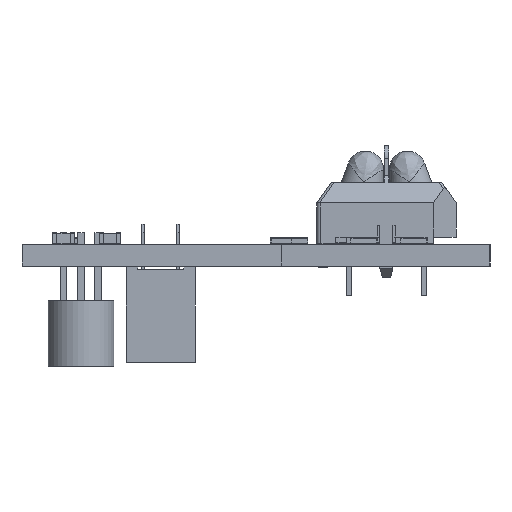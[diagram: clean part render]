
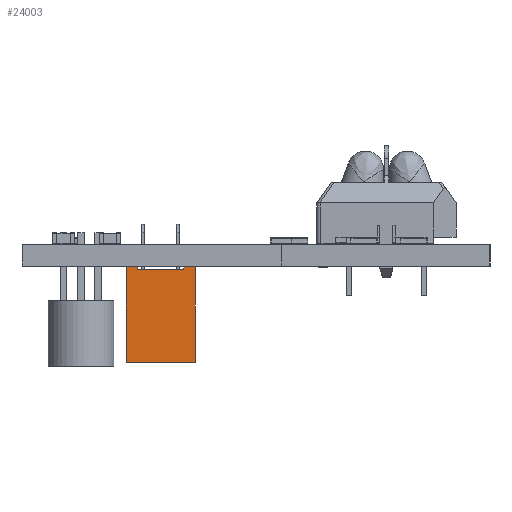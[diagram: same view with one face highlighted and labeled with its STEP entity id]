
A CAD part, left-side view. The second image highlights one B-rep face of the part: STEP entity #24003.
In plain terms, the highlighted face is planar.
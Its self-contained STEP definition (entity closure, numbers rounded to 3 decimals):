
#23710 = PLANE('',#23711);
#23711 = AXIS2_PLACEMENT_3D('',#23712,#23713,#23714);
#23712 = CARTESIAN_POINT('',(1.27,-8.89,0.));
#23713 = DIRECTION('',(-1.,0.,0.));
#23714 = DIRECTION('',(0.,1.,0.));
#23735 = VERTEX_POINT('',#23736);
#23736 = CARTESIAN_POINT('',(1.27,1.27,7.));
#23750 = PLANE('',#23751);
#23751 = AXIS2_PLACEMENT_3D('',#23752,#23753,#23754);
#23752 = CARTESIAN_POINT('',(1.27,-8.89,7.));
#23753 = DIRECTION('',(-0.,0.,-1.));
#23754 = DIRECTION('',(0.,-1.,-0.));
#23762 = EDGE_CURVE('',#23763,#23735,#23765,.T.);
#23763 = VERTEX_POINT('',#23764);
#23764 = CARTESIAN_POINT('',(1.27,1.27,0.));
#23765 = SURFACE_CURVE('',#23766,(#23770,#23777),.PCURVE_S1.);
#23766 = LINE('',#23767,#23768);
#23767 = CARTESIAN_POINT('',(1.27,1.27,0.));
#23768 = VECTOR('',#23769,1.);
#23769 = DIRECTION('',(0.,0.,1.));
#23770 = PCURVE('',#23710,#23771);
#23771 = DEFINITIONAL_REPRESENTATION('',(#23772),#23776);
#23772 = LINE('',#23773,#23774);
#23773 = CARTESIAN_POINT('',(10.16,0.));
#23774 = VECTOR('',#23775,1.);
#23775 = DIRECTION('',(0.,-1.));
#23776 = ( GEOMETRIC_REPRESENTATION_CONTEXT(2) 
PARAMETRIC_REPRESENTATION_CONTEXT() REPRESENTATION_CONTEXT('2D SPACE',''
  ) );
#23777 = PCURVE('',#23778,#23783);
#23778 = PLANE('',#23779);
#23779 = AXIS2_PLACEMENT_3D('',#23780,#23781,#23782);
#23780 = CARTESIAN_POINT('',(1.27,1.27,0.));
#23781 = DIRECTION('',(0.,-1.,0.));
#23782 = DIRECTION('',(-1.,0.,0.));
#23783 = DEFINITIONAL_REPRESENTATION('',(#23784),#23788);
#23784 = LINE('',#23785,#23786);
#23785 = CARTESIAN_POINT('',(0.,0.));
#23786 = VECTOR('',#23787,1.);
#23787 = DIRECTION('',(0.,-1.));
#23788 = ( GEOMETRIC_REPRESENTATION_CONTEXT(2) 
PARAMETRIC_REPRESENTATION_CONTEXT() REPRESENTATION_CONTEXT('2D SPACE',''
  ) );
#23804 = PLANE('',#23805);
#23805 = AXIS2_PLACEMENT_3D('',#23806,#23807,#23808);
#23806 = CARTESIAN_POINT('',(1.27,-8.89,0.));
#23807 = DIRECTION('',(-0.,0.,-1.));
#23808 = DIRECTION('',(0.,-1.,-0.));
#23837 = PLANE('',#23838);
#23838 = AXIS2_PLACEMENT_3D('',#23839,#23840,#23841);
#23839 = CARTESIAN_POINT('',(1.27,-8.89,0.));
#23840 = DIRECTION('',(-0.,0.,-1.));
#23841 = DIRECTION('',(0.,-1.,-0.));
#23865 = PLANE('',#23866);
#23866 = AXIS2_PLACEMENT_3D('',#23867,#23868,#23869);
#23867 = CARTESIAN_POINT('',(-3.81,1.27,0.));
#23868 = DIRECTION('',(1.,0.,0.));
#23869 = DIRECTION('',(0.,-1.,0.));
#23938 = PLANE('',#23939);
#23939 = AXIS2_PLACEMENT_3D('',#23940,#23941,#23942);
#23940 = CARTESIAN_POINT('',(0.423,-8.89,0.));
#23941 = DIRECTION('',(-1.,0.,0.));
#23942 = DIRECTION('',(0.,1.,0.));
#23966 = PLANE('',#23967);
#23967 = AXIS2_PLACEMENT_3D('',#23968,#23969,#23970);
#23968 = CARTESIAN_POINT('',(0.423,-8.89,0.2));
#23969 = DIRECTION('',(-0.,0.,-1.));
#23970 = DIRECTION('',(0.,-1.,-0.));
#23992 = PLANE('',#23993);
#23993 = AXIS2_PLACEMENT_3D('',#23994,#23995,#23996);
#23994 = CARTESIAN_POINT('',(-2.963,1.27,0.));
#23995 = DIRECTION('',(1.,0.,0.));
#23996 = DIRECTION('',(0.,-1.,0.));
#24003 = ADVANCED_FACE('',(#24004),#23778,.F.);
#24004 = FACE_BOUND('',#24005,.F.);
#24005 = EDGE_LOOP('',(#24006,#24029,#24030,#24053,#24076,#24099,#24122,
    #24145));
#24006 = ORIENTED_EDGE('',*,*,#24007,.F.);
#24007 = EDGE_CURVE('',#23763,#24008,#24010,.T.);
#24008 = VERTEX_POINT('',#24009);
#24009 = CARTESIAN_POINT('',(0.423,1.27,0.));
#24010 = SURFACE_CURVE('',#24011,(#24015,#24022),.PCURVE_S1.);
#24011 = LINE('',#24012,#24013);
#24012 = CARTESIAN_POINT('',(1.27,1.27,0.));
#24013 = VECTOR('',#24014,1.);
#24014 = DIRECTION('',(-1.,0.,0.));
#24015 = PCURVE('',#23778,#24016);
#24016 = DEFINITIONAL_REPRESENTATION('',(#24017),#24021);
#24017 = LINE('',#24018,#24019);
#24018 = CARTESIAN_POINT('',(0.,0.));
#24019 = VECTOR('',#24020,1.);
#24020 = DIRECTION('',(1.,0.));
#24021 = ( GEOMETRIC_REPRESENTATION_CONTEXT(2) 
PARAMETRIC_REPRESENTATION_CONTEXT() REPRESENTATION_CONTEXT('2D SPACE',''
  ) );
#24022 = PCURVE('',#23804,#24023);
#24023 = DEFINITIONAL_REPRESENTATION('',(#24024),#24028);
#24024 = LINE('',#24025,#24026);
#24025 = CARTESIAN_POINT('',(-10.16,0.));
#24026 = VECTOR('',#24027,1.);
#24027 = DIRECTION('',(0.,1.));
#24028 = ( GEOMETRIC_REPRESENTATION_CONTEXT(2) 
PARAMETRIC_REPRESENTATION_CONTEXT() REPRESENTATION_CONTEXT('2D SPACE',''
  ) );
#24029 = ORIENTED_EDGE('',*,*,#23762,.T.);
#24030 = ORIENTED_EDGE('',*,*,#24031,.T.);
#24031 = EDGE_CURVE('',#23735,#24032,#24034,.T.);
#24032 = VERTEX_POINT('',#24033);
#24033 = CARTESIAN_POINT('',(-3.81,1.27,7.));
#24034 = SURFACE_CURVE('',#24035,(#24039,#24046),.PCURVE_S1.);
#24035 = LINE('',#24036,#24037);
#24036 = CARTESIAN_POINT('',(1.27,1.27,7.));
#24037 = VECTOR('',#24038,1.);
#24038 = DIRECTION('',(-1.,0.,0.));
#24039 = PCURVE('',#23778,#24040);
#24040 = DEFINITIONAL_REPRESENTATION('',(#24041),#24045);
#24041 = LINE('',#24042,#24043);
#24042 = CARTESIAN_POINT('',(0.,-7.));
#24043 = VECTOR('',#24044,1.);
#24044 = DIRECTION('',(1.,0.));
#24045 = ( GEOMETRIC_REPRESENTATION_CONTEXT(2) 
PARAMETRIC_REPRESENTATION_CONTEXT() REPRESENTATION_CONTEXT('2D SPACE',''
  ) );
#24046 = PCURVE('',#23750,#24047);
#24047 = DEFINITIONAL_REPRESENTATION('',(#24048),#24052);
#24048 = LINE('',#24049,#24050);
#24049 = CARTESIAN_POINT('',(-10.16,0.));
#24050 = VECTOR('',#24051,1.);
#24051 = DIRECTION('',(0.,1.));
#24052 = ( GEOMETRIC_REPRESENTATION_CONTEXT(2) 
PARAMETRIC_REPRESENTATION_CONTEXT() REPRESENTATION_CONTEXT('2D SPACE',''
  ) );
#24053 = ORIENTED_EDGE('',*,*,#24054,.F.);
#24054 = EDGE_CURVE('',#24055,#24032,#24057,.T.);
#24055 = VERTEX_POINT('',#24056);
#24056 = CARTESIAN_POINT('',(-3.81,1.27,0.));
#24057 = SURFACE_CURVE('',#24058,(#24062,#24069),.PCURVE_S1.);
#24058 = LINE('',#24059,#24060);
#24059 = CARTESIAN_POINT('',(-3.81,1.27,0.));
#24060 = VECTOR('',#24061,1.);
#24061 = DIRECTION('',(0.,0.,1.));
#24062 = PCURVE('',#23778,#24063);
#24063 = DEFINITIONAL_REPRESENTATION('',(#24064),#24068);
#24064 = LINE('',#24065,#24066);
#24065 = CARTESIAN_POINT('',(5.08,0.));
#24066 = VECTOR('',#24067,1.);
#24067 = DIRECTION('',(0.,-1.));
#24068 = ( GEOMETRIC_REPRESENTATION_CONTEXT(2) 
PARAMETRIC_REPRESENTATION_CONTEXT() REPRESENTATION_CONTEXT('2D SPACE',''
  ) );
#24069 = PCURVE('',#23865,#24070);
#24070 = DEFINITIONAL_REPRESENTATION('',(#24071),#24075);
#24071 = LINE('',#24072,#24073);
#24072 = CARTESIAN_POINT('',(0.,0.));
#24073 = VECTOR('',#24074,1.);
#24074 = DIRECTION('',(0.,-1.));
#24075 = ( GEOMETRIC_REPRESENTATION_CONTEXT(2) 
PARAMETRIC_REPRESENTATION_CONTEXT() REPRESENTATION_CONTEXT('2D SPACE',''
  ) );
#24076 = ORIENTED_EDGE('',*,*,#24077,.F.);
#24077 = EDGE_CURVE('',#24078,#24055,#24080,.T.);
#24078 = VERTEX_POINT('',#24079);
#24079 = CARTESIAN_POINT('',(-2.963,1.27,0.));
#24080 = SURFACE_CURVE('',#24081,(#24085,#24092),.PCURVE_S1.);
#24081 = LINE('',#24082,#24083);
#24082 = CARTESIAN_POINT('',(1.27,1.27,0.));
#24083 = VECTOR('',#24084,1.);
#24084 = DIRECTION('',(-1.,0.,0.));
#24085 = PCURVE('',#23778,#24086);
#24086 = DEFINITIONAL_REPRESENTATION('',(#24087),#24091);
#24087 = LINE('',#24088,#24089);
#24088 = CARTESIAN_POINT('',(0.,0.));
#24089 = VECTOR('',#24090,1.);
#24090 = DIRECTION('',(1.,0.));
#24091 = ( GEOMETRIC_REPRESENTATION_CONTEXT(2) 
PARAMETRIC_REPRESENTATION_CONTEXT() REPRESENTATION_CONTEXT('2D SPACE',''
  ) );
#24092 = PCURVE('',#23837,#24093);
#24093 = DEFINITIONAL_REPRESENTATION('',(#24094),#24098);
#24094 = LINE('',#24095,#24096);
#24095 = CARTESIAN_POINT('',(-10.16,0.));
#24096 = VECTOR('',#24097,1.);
#24097 = DIRECTION('',(0.,1.));
#24098 = ( GEOMETRIC_REPRESENTATION_CONTEXT(2) 
PARAMETRIC_REPRESENTATION_CONTEXT() REPRESENTATION_CONTEXT('2D SPACE',''
  ) );
#24099 = ORIENTED_EDGE('',*,*,#24100,.T.);
#24100 = EDGE_CURVE('',#24078,#24101,#24103,.T.);
#24101 = VERTEX_POINT('',#24102);
#24102 = CARTESIAN_POINT('',(-2.963,1.27,0.2));
#24103 = SURFACE_CURVE('',#24104,(#24108,#24115),.PCURVE_S1.);
#24104 = LINE('',#24105,#24106);
#24105 = CARTESIAN_POINT('',(-2.963,1.27,0.));
#24106 = VECTOR('',#24107,1.);
#24107 = DIRECTION('',(0.,0.,1.));
#24108 = PCURVE('',#23778,#24109);
#24109 = DEFINITIONAL_REPRESENTATION('',(#24110),#24114);
#24110 = LINE('',#24111,#24112);
#24111 = CARTESIAN_POINT('',(4.233,0.));
#24112 = VECTOR('',#24113,1.);
#24113 = DIRECTION('',(0.,-1.));
#24114 = ( GEOMETRIC_REPRESENTATION_CONTEXT(2) 
PARAMETRIC_REPRESENTATION_CONTEXT() REPRESENTATION_CONTEXT('2D SPACE',''
  ) );
#24115 = PCURVE('',#23992,#24116);
#24116 = DEFINITIONAL_REPRESENTATION('',(#24117),#24121);
#24117 = LINE('',#24118,#24119);
#24118 = CARTESIAN_POINT('',(0.,0.));
#24119 = VECTOR('',#24120,1.);
#24120 = DIRECTION('',(0.,-1.));
#24121 = ( GEOMETRIC_REPRESENTATION_CONTEXT(2) 
PARAMETRIC_REPRESENTATION_CONTEXT() REPRESENTATION_CONTEXT('2D SPACE',''
  ) );
#24122 = ORIENTED_EDGE('',*,*,#24123,.F.);
#24123 = EDGE_CURVE('',#24124,#24101,#24126,.T.);
#24124 = VERTEX_POINT('',#24125);
#24125 = CARTESIAN_POINT('',(0.423,1.27,0.2));
#24126 = SURFACE_CURVE('',#24127,(#24131,#24138),.PCURVE_S1.);
#24127 = LINE('',#24128,#24129);
#24128 = CARTESIAN_POINT('',(0.423,1.27,0.2));
#24129 = VECTOR('',#24130,1.);
#24130 = DIRECTION('',(-1.,0.,0.));
#24131 = PCURVE('',#23778,#24132);
#24132 = DEFINITIONAL_REPRESENTATION('',(#24133),#24137);
#24133 = LINE('',#24134,#24135);
#24134 = CARTESIAN_POINT('',(0.847,-0.2));
#24135 = VECTOR('',#24136,1.);
#24136 = DIRECTION('',(1.,0.));
#24137 = ( GEOMETRIC_REPRESENTATION_CONTEXT(2) 
PARAMETRIC_REPRESENTATION_CONTEXT() REPRESENTATION_CONTEXT('2D SPACE',''
  ) );
#24138 = PCURVE('',#23966,#24139);
#24139 = DEFINITIONAL_REPRESENTATION('',(#24140),#24144);
#24140 = LINE('',#24141,#24142);
#24141 = CARTESIAN_POINT('',(-10.16,0.));
#24142 = VECTOR('',#24143,1.);
#24143 = DIRECTION('',(0.,1.));
#24144 = ( GEOMETRIC_REPRESENTATION_CONTEXT(2) 
PARAMETRIC_REPRESENTATION_CONTEXT() REPRESENTATION_CONTEXT('2D SPACE',''
  ) );
#24145 = ORIENTED_EDGE('',*,*,#24146,.F.);
#24146 = EDGE_CURVE('',#24008,#24124,#24147,.T.);
#24147 = SURFACE_CURVE('',#24148,(#24152,#24159),.PCURVE_S1.);
#24148 = LINE('',#24149,#24150);
#24149 = CARTESIAN_POINT('',(0.423,1.27,0.));
#24150 = VECTOR('',#24151,1.);
#24151 = DIRECTION('',(0.,0.,1.));
#24152 = PCURVE('',#23778,#24153);
#24153 = DEFINITIONAL_REPRESENTATION('',(#24154),#24158);
#24154 = LINE('',#24155,#24156);
#24155 = CARTESIAN_POINT('',(0.847,0.));
#24156 = VECTOR('',#24157,1.);
#24157 = DIRECTION('',(0.,-1.));
#24158 = ( GEOMETRIC_REPRESENTATION_CONTEXT(2) 
PARAMETRIC_REPRESENTATION_CONTEXT() REPRESENTATION_CONTEXT('2D SPACE',''
  ) );
#24159 = PCURVE('',#23938,#24160);
#24160 = DEFINITIONAL_REPRESENTATION('',(#24161),#24165);
#24161 = LINE('',#24162,#24163);
#24162 = CARTESIAN_POINT('',(10.16,0.));
#24163 = VECTOR('',#24164,1.);
#24164 = DIRECTION('',(0.,-1.));
#24165 = ( GEOMETRIC_REPRESENTATION_CONTEXT(2) 
PARAMETRIC_REPRESENTATION_CONTEXT() REPRESENTATION_CONTEXT('2D SPACE',''
  ) );
